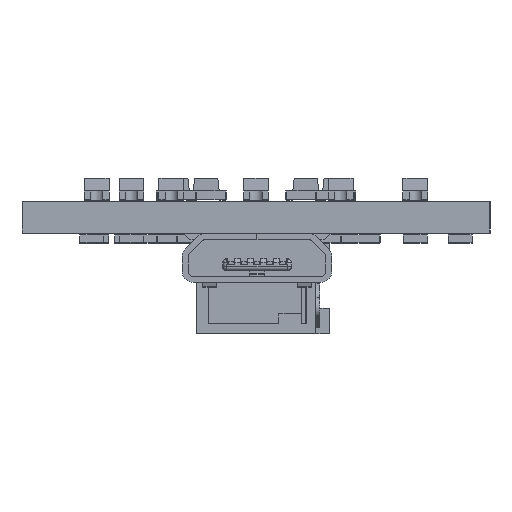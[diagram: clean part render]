
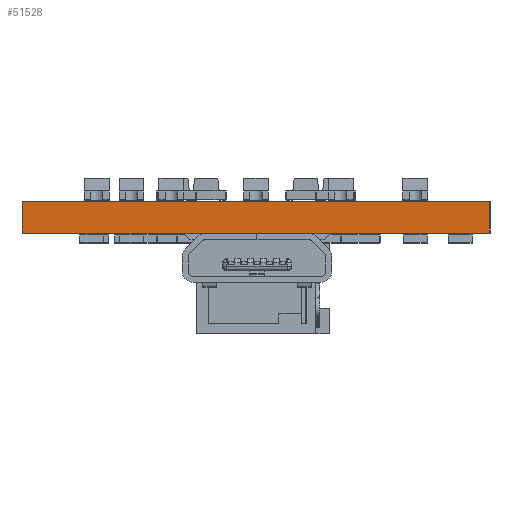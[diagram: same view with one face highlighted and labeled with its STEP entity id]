
A CAD part, left-side view. The second image highlights one B-rep face of the part: STEP entity #51528.
In plain terms, the highlighted planar face has unit normal (-1, 0, 0).
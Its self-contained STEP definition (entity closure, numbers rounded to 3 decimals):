
#51412 = EDGE_CURVE('',#51413,#51415,#51417,.T.);
#51413 = VERTEX_POINT('',#51414);
#51414 = CARTESIAN_POINT('',(70.,-121.5,0.));
#51415 = VERTEX_POINT('',#51416);
#51416 = CARTESIAN_POINT('',(70.,-121.5,1.6));
#51417 = SURFACE_CURVE('',#51418,(#51422,#51434),.PCURVE_S1.);
#51418 = LINE('',#51419,#51420);
#51419 = CARTESIAN_POINT('',(70.,-121.5,0.));
#51420 = VECTOR('',#51421,1.);
#51421 = DIRECTION('',(0.,0.,1.));
#51422 = PCURVE('',#51423,#51428);
#51423 = PLANE('',#51424);
#51424 = AXIS2_PLACEMENT_3D('',#51425,#51426,#51427);
#51425 = CARTESIAN_POINT('',(70.,-121.5,0.));
#51426 = DIRECTION('',(0.,1.,0.));
#51427 = DIRECTION('',(1.,0.,0.));
#51428 = DEFINITIONAL_REPRESENTATION('',(#51429),#51433);
#51429 = LINE('',#51430,#51431);
#51430 = CARTESIAN_POINT('',(0.,0.));
#51431 = VECTOR('',#51432,1.);
#51432 = DIRECTION('',(0.,-1.));
#51433 = ( GEOMETRIC_REPRESENTATION_CONTEXT(2) 
PARAMETRIC_REPRESENTATION_CONTEXT() REPRESENTATION_CONTEXT('2D SPACE',''
  ) );
#51434 = PCURVE('',#51435,#51440);
#51435 = PLANE('',#51436);
#51436 = AXIS2_PLACEMENT_3D('',#51437,#51438,#51439);
#51437 = CARTESIAN_POINT('',(70.,-145.,0.));
#51438 = DIRECTION('',(-1.,0.,0.));
#51439 = DIRECTION('',(0.,1.,0.));
#51440 = DEFINITIONAL_REPRESENTATION('',(#51441),#51445);
#51441 = LINE('',#51442,#51443);
#51442 = CARTESIAN_POINT('',(23.5,0.));
#51443 = VECTOR('',#51444,1.);
#51444 = DIRECTION('',(0.,-1.));
#51445 = ( GEOMETRIC_REPRESENTATION_CONTEXT(2) 
PARAMETRIC_REPRESENTATION_CONTEXT() REPRESENTATION_CONTEXT('2D SPACE',''
  ) );
#51463 = PLANE('',#51464);
#51464 = AXIS2_PLACEMENT_3D('',#51465,#51466,#51467);
#51465 = CARTESIAN_POINT('',(90.,-133.25,1.6));
#51466 = DIRECTION('',(-0.,-0.,-1.));
#51467 = DIRECTION('',(-1.,0.,0.));
#51517 = PLANE('',#51518);
#51518 = AXIS2_PLACEMENT_3D('',#51519,#51520,#51521);
#51519 = CARTESIAN_POINT('',(90.,-133.25,0.));
#51520 = DIRECTION('',(-0.,-0.,-1.));
#51521 = DIRECTION('',(-1.,0.,0.));
#51528 = ADVANCED_FACE('',(#51529),#51435,.T.);
#51529 = FACE_BOUND('',#51530,.T.);
#51530 = EDGE_LOOP('',(#51531,#51561,#51582,#51583));
#51531 = ORIENTED_EDGE('',*,*,#51532,.T.);
#51532 = EDGE_CURVE('',#51533,#51535,#51537,.T.);
#51533 = VERTEX_POINT('',#51534);
#51534 = CARTESIAN_POINT('',(70.,-145.,0.));
#51535 = VERTEX_POINT('',#51536);
#51536 = CARTESIAN_POINT('',(70.,-145.,1.6));
#51537 = SURFACE_CURVE('',#51538,(#51542,#51549),.PCURVE_S1.);
#51538 = LINE('',#51539,#51540);
#51539 = CARTESIAN_POINT('',(70.,-145.,0.));
#51540 = VECTOR('',#51541,1.);
#51541 = DIRECTION('',(0.,0.,1.));
#51542 = PCURVE('',#51435,#51543);
#51543 = DEFINITIONAL_REPRESENTATION('',(#51544),#51548);
#51544 = LINE('',#51545,#51546);
#51545 = CARTESIAN_POINT('',(0.,0.));
#51546 = VECTOR('',#51547,1.);
#51547 = DIRECTION('',(0.,-1.));
#51548 = ( GEOMETRIC_REPRESENTATION_CONTEXT(2) 
PARAMETRIC_REPRESENTATION_CONTEXT() REPRESENTATION_CONTEXT('2D SPACE',''
  ) );
#51549 = PCURVE('',#51550,#51555);
#51550 = PLANE('',#51551);
#51551 = AXIS2_PLACEMENT_3D('',#51552,#51553,#51554);
#51552 = CARTESIAN_POINT('',(110.,-145.,0.));
#51553 = DIRECTION('',(0.,-1.,0.));
#51554 = DIRECTION('',(-1.,0.,0.));
#51555 = DEFINITIONAL_REPRESENTATION('',(#51556),#51560);
#51556 = LINE('',#51557,#51558);
#51557 = CARTESIAN_POINT('',(40.,0.));
#51558 = VECTOR('',#51559,1.);
#51559 = DIRECTION('',(0.,-1.));
#51560 = ( GEOMETRIC_REPRESENTATION_CONTEXT(2) 
PARAMETRIC_REPRESENTATION_CONTEXT() REPRESENTATION_CONTEXT('2D SPACE',''
  ) );
#51561 = ORIENTED_EDGE('',*,*,#51562,.T.);
#51562 = EDGE_CURVE('',#51535,#51415,#51563,.T.);
#51563 = SURFACE_CURVE('',#51564,(#51568,#51575),.PCURVE_S1.);
#51564 = LINE('',#51565,#51566);
#51565 = CARTESIAN_POINT('',(70.,-145.,1.6));
#51566 = VECTOR('',#51567,1.);
#51567 = DIRECTION('',(0.,1.,0.));
#51568 = PCURVE('',#51435,#51569);
#51569 = DEFINITIONAL_REPRESENTATION('',(#51570),#51574);
#51570 = LINE('',#51571,#51572);
#51571 = CARTESIAN_POINT('',(0.,-1.6));
#51572 = VECTOR('',#51573,1.);
#51573 = DIRECTION('',(1.,0.));
#51574 = ( GEOMETRIC_REPRESENTATION_CONTEXT(2) 
PARAMETRIC_REPRESENTATION_CONTEXT() REPRESENTATION_CONTEXT('2D SPACE',''
  ) );
#51575 = PCURVE('',#51463,#51576);
#51576 = DEFINITIONAL_REPRESENTATION('',(#51577),#51581);
#51577 = LINE('',#51578,#51579);
#51578 = CARTESIAN_POINT('',(20.,-11.75));
#51579 = VECTOR('',#51580,1.);
#51580 = DIRECTION('',(0.,1.));
#51581 = ( GEOMETRIC_REPRESENTATION_CONTEXT(2) 
PARAMETRIC_REPRESENTATION_CONTEXT() REPRESENTATION_CONTEXT('2D SPACE',''
  ) );
#51582 = ORIENTED_EDGE('',*,*,#51412,.F.);
#51583 = ORIENTED_EDGE('',*,*,#51584,.F.);
#51584 = EDGE_CURVE('',#51533,#51413,#51585,.T.);
#51585 = SURFACE_CURVE('',#51586,(#51590,#51597),.PCURVE_S1.);
#51586 = LINE('',#51587,#51588);
#51587 = CARTESIAN_POINT('',(70.,-145.,0.));
#51588 = VECTOR('',#51589,1.);
#51589 = DIRECTION('',(0.,1.,0.));
#51590 = PCURVE('',#51435,#51591);
#51591 = DEFINITIONAL_REPRESENTATION('',(#51592),#51596);
#51592 = LINE('',#51593,#51594);
#51593 = CARTESIAN_POINT('',(0.,0.));
#51594 = VECTOR('',#51595,1.);
#51595 = DIRECTION('',(1.,0.));
#51596 = ( GEOMETRIC_REPRESENTATION_CONTEXT(2) 
PARAMETRIC_REPRESENTATION_CONTEXT() REPRESENTATION_CONTEXT('2D SPACE',''
  ) );
#51597 = PCURVE('',#51517,#51598);
#51598 = DEFINITIONAL_REPRESENTATION('',(#51599),#51603);
#51599 = LINE('',#51600,#51601);
#51600 = CARTESIAN_POINT('',(20.,-11.75));
#51601 = VECTOR('',#51602,1.);
#51602 = DIRECTION('',(0.,1.));
#51603 = ( GEOMETRIC_REPRESENTATION_CONTEXT(2) 
PARAMETRIC_REPRESENTATION_CONTEXT() REPRESENTATION_CONTEXT('2D SPACE',''
  ) );
